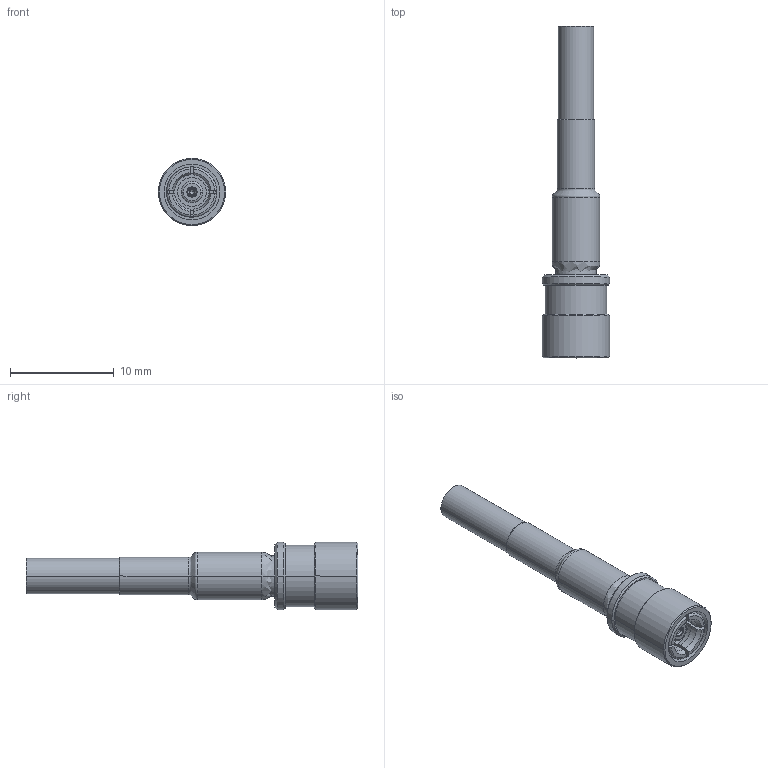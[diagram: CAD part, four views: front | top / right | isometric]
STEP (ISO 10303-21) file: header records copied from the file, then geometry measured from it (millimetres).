
FILE_DESCRIPTION(('Creo Elements/Direct Modeling STEP Export'),'2;1');
FILE_NAME('N.UM-QP-1.5W.stp','2016-06-06T11:15:34',(''),(''),'Creo Elements/Direct Modeling STEP processor for AP214 (Solid Model)','Creo Elements/Direct Modeling 18.1E 22-Nov-2013 (C) Parametric Technology GmbH','');
FILE_SCHEMA(('AUTOMOTIVE_DESIGN { 1 0 10303 214 1 1 1 1 }'));
Length unit declared in the file: millimetre
Products named in the file (1): N.UM-QP-1.5W
Bounding box: 6.5 x 32 x 6.5 mm (x, y, z)
Volume: 470.8 mm3; surface area: 771.2 mm2
Topology: 1 solids, 1 shells, 125 faces, 336 edges, 215 vertices
Faces by surface type: plane 45, cylinder 44, cone 18, torus 8, bspline 6, extrusion 4
Entity records: 5047 total; most frequent: CARTESIAN_POINT 1880, ORIENTED_EDGE 668, DIRECTION 610, EDGE_CURVE 334, AXIS2_PLACEMENT_3D 225, VERTEX_POINT 215, VECTOR 160, LINE 156
